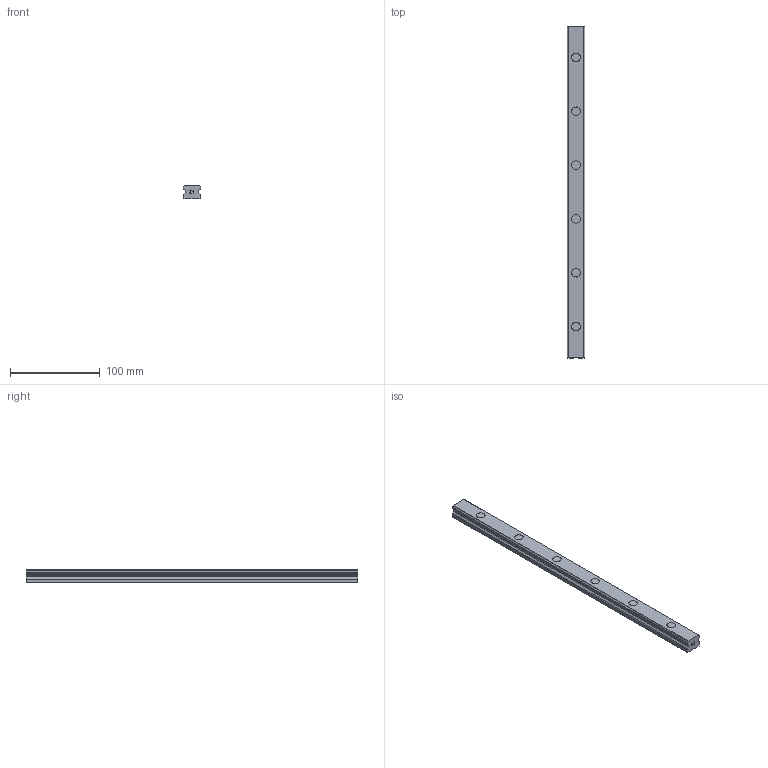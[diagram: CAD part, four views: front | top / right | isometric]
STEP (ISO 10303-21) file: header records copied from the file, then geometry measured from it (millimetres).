
FILE_DESCRIPTION(('STEP AP214'),'1');
FILE_NAME('cctmp_8169465E-BABA-4FBB-8F61-061FEC025801_2021_02_04_11_35_48_0594..stp','2021-02-04T10:35:48',('HIWIN GmbH'),('CADClick - www.CADClick.com'),'Spatial InterOp 3D',' ','unknown authorization');
FILE_SCHEMA(('AUTOMOTIVE_DESIGN'));
Length unit declared in the file: millimetre
Products named in the file (1): EGR20R370C_FILE
Bounding box: 20 x 370 x 15.5 mm (x, y, z)
Volume: 99411 mm3; surface area: 30003.8 mm2
Topology: 1 solids, 1 shells, 175 faces, 447 edges, 290 vertices
Faces by surface type: plane 121, cylinder 54
Entity records: 6705 total; most frequent: DIRECTION 931, CARTESIAN_POINT 913, ORIENTED_EDGE 894, EDGE_CURVE 447, LINE 315, VECTOR 315, AXIS2_PLACEMENT_3D 308, VERTEX_POINT 290
